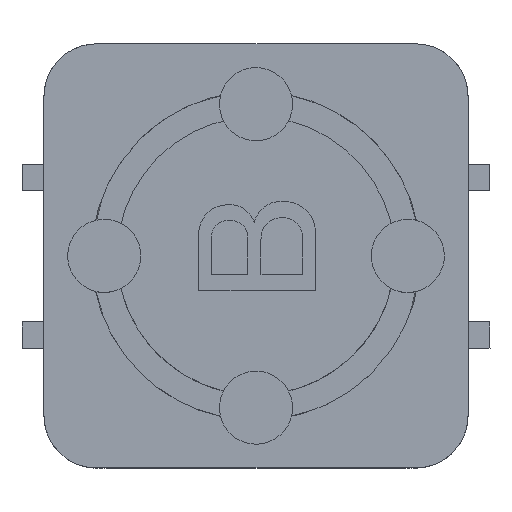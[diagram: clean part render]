
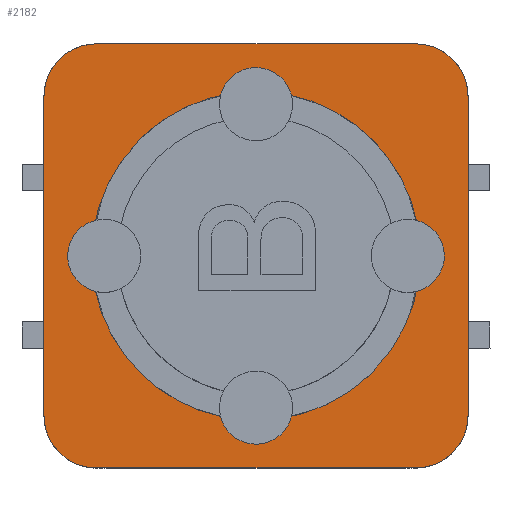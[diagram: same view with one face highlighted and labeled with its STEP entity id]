
A CAD part, top view. The second image highlights one B-rep face of the part: STEP entity #2182.
In plain terms, the highlighted free-form (B-spline) face has degree [1, 1] with [2, 2] control points.
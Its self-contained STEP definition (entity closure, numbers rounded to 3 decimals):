
#1504=CARTESIAN_POINT('',(-1.09,1.45,0.95));
#1505=VERTEX_POINT('',#1504);
#1511=CARTESIAN_POINT('',(1.09,1.45,0.95));
#1512=VERTEX_POINT('',#1511);
#1513=CARTESIAN_POINT('',(-1.09,1.45,0.95));
#1514=CARTESIAN_POINT('',(1.09,1.45,0.95));
#1515=B_SPLINE_CURVE_WITH_KNOTS('',1,(#1513,#1514),.POLYLINE_FORM.,.F.,.U.,(2,2),(0.11,0.304),.UNSPECIFIED.);
#1516=EDGE_CURVE('',#1505,#1512,#1515,.T.);
#1686=CARTESIAN_POINT('',(1.09,-1.45,0.95));
#1687=VERTEX_POINT('',#1686);
#1693=CARTESIAN_POINT('',(-1.09,-1.45,0.95));
#1694=VERTEX_POINT('',#1693);
#1695=CARTESIAN_POINT('',(1.09,-1.45,0.95));
#1696=CARTESIAN_POINT('',(-1.09,-1.45,0.95));
#1697=B_SPLINE_CURVE_WITH_KNOTS('',1,(#1695,#1696),.POLYLINE_FORM.,.F.,.U.,(2,2),(0.11,0.304),.UNSPECIFIED.);
#1698=EDGE_CURVE('',#1687,#1694,#1697,.T.);
#1873=CARTESIAN_POINT('',(-0.795,0.795,0.95));
#1874=VERTEX_POINT('',#1873);
#1880=CARTESIAN_POINT('',(0.795,-0.795,0.95));
#1881=VERTEX_POINT('',#1880);
#1882=CARTESIAN_POINT('',(-0.795,0.795,0.95));
#1883=CARTESIAN_POINT('',(-1.591,0.,0.95));
#1884=CARTESIAN_POINT('',(-0.795,-0.795,0.95));
#1885=CARTESIAN_POINT('',(0.,-1.591,0.95));
#1886=CARTESIAN_POINT('',(0.795,-0.795,0.95));
#1887=(BOUNDED_CURVE()B_SPLINE_CURVE(2,(#1882,#1883,#1884,#1885,#1886),.CIRCULAR_ARC.,.F.,.U.)B_SPLINE_CURVE_WITH_KNOTS((3,2,3),(0.5,0.75,1.),.UNSPECIFIED.)CURVE()GEOMETRIC_REPRESENTATION_ITEM()RATIONAL_B_SPLINE_CURVE((1.,0.707,1.,0.707,1.))REPRESENTATION_ITEM(''));
#1888=EDGE_CURVE('',#1874,#1881,#1887,.T.);
#2037=CARTESIAN_POINT('',(-1.45,1.09,0.95));
#2038=VERTEX_POINT('',#2037);
#2044=CARTESIAN_POINT('',(-1.345,1.345,0.95));
#2045=VERTEX_POINT('',#2044);
#2046=CARTESIAN_POINT('',(-1.45,1.09,0.95));
#2047=CARTESIAN_POINT('',(-1.45,1.239,0.95));
#2048=CARTESIAN_POINT('',(-1.345,1.345,0.95));
#2049=(BOUNDED_CURVE()B_SPLINE_CURVE(2,(#2046,#2047,#2048),.CIRCULAR_ARC.,.F.,.U.)B_SPLINE_CURVE_WITH_KNOTS((3,3),(0.,0.125),.UNSPECIFIED.)CURVE()GEOMETRIC_REPRESENTATION_ITEM()RATIONAL_B_SPLINE_CURVE((0.854,0.854,1.))REPRESENTATION_ITEM(''));
#2050=EDGE_CURVE('',#2038,#2045,#2049,.T.);
#2104=CARTESIAN_POINT('',(-1.45,-1.09,0.95));
#2105=VERTEX_POINT('',#2104);
#2111=CARTESIAN_POINT('',(-1.45,-1.09,0.95));
#2112=CARTESIAN_POINT('',(-1.45,1.09,0.95));
#2113=B_SPLINE_CURVE_WITH_KNOTS('',1,(#2111,#2112),.POLYLINE_FORM.,.F.,.U.,(2,2),(0.696,0.89),.UNSPECIFIED.);
#2114=EDGE_CURVE('',#2105,#2038,#2113,.T.);
#2121=CARTESIAN_POINT('',(2.795,0.105,0.95));
#2122=CARTESIAN_POINT('',(-0.105,-2.795,0.95));
#2123=CARTESIAN_POINT('',(0.105,2.795,0.95));
#2124=CARTESIAN_POINT('',(-2.795,-0.105,0.95));
#2125=B_SPLINE_SURFACE_WITH_KNOTS('',1,1,((#2121,#2122),(#2123,#2124)),.PLANE_SURF.,.F.,.F.,.U.,(2,2),(2,2),(0.407,0.593),(0.173,0.373),.UNSPECIFIED.);
#2126=ORIENTED_EDGE('',*,*,#2050,.F.);
#2127=ORIENTED_EDGE('',*,*,#2114,.F.);
#2128=CARTESIAN_POINT('',(-1.09,-1.45,0.95));
#2129=CARTESIAN_POINT('',(-1.239,-1.45,0.95));
#2130=CARTESIAN_POINT('',(-1.345,-1.345,0.95));
#2131=CARTESIAN_POINT('',(-1.45,-1.239,0.95));
#2132=CARTESIAN_POINT('',(-1.45,-1.09,0.95));
#2133=(BOUNDED_CURVE()B_SPLINE_CURVE(2,(#2128,#2129,#2130,#2131,#2132),.CIRCULAR_ARC.,.F.,.U.)B_SPLINE_CURVE_WITH_KNOTS((3,2,3),(0.125,0.25,0.375),.UNSPECIFIED.)CURVE()GEOMETRIC_REPRESENTATION_ITEM()RATIONAL_B_SPLINE_CURVE((0.854,0.854,1.,0.854,0.854))REPRESENTATION_ITEM(''));
#2134=EDGE_CURVE('',#1694,#2105,#2133,.T.);
#2135=ORIENTED_EDGE('',*,*,#2134,.F.);
#2136=ORIENTED_EDGE('',*,*,#1698,.F.);
#2137=CARTESIAN_POINT('',(1.45,-1.09,0.95));
#2138=VERTEX_POINT('',#2137);
#2139=CARTESIAN_POINT('',(1.45,-1.09,0.95));
#2140=CARTESIAN_POINT('',(1.45,-1.239,0.95));
#2141=CARTESIAN_POINT('',(1.345,-1.345,0.95));
#2142=CARTESIAN_POINT('',(1.239,-1.45,0.95));
#2143=CARTESIAN_POINT('',(1.09,-1.45,0.95));
#2144=(BOUNDED_CURVE()B_SPLINE_CURVE(2,(#2139,#2140,#2141,#2142,#2143),.CIRCULAR_ARC.,.F.,.U.)B_SPLINE_CURVE_WITH_KNOTS((3,2,3),(0.375,0.5,0.625),.UNSPECIFIED.)CURVE()GEOMETRIC_REPRESENTATION_ITEM()RATIONAL_B_SPLINE_CURVE((0.854,0.854,1.,0.854,0.854))REPRESENTATION_ITEM(''));
#2145=EDGE_CURVE('',#2138,#1687,#2144,.T.);
#2146=ORIENTED_EDGE('',*,*,#2145,.F.);
#2147=CARTESIAN_POINT('',(1.45,1.09,0.95));
#2148=VERTEX_POINT('',#2147);
#2149=CARTESIAN_POINT('',(1.45,1.09,0.95));
#2150=CARTESIAN_POINT('',(1.45,-1.09,0.95));
#2151=B_SPLINE_CURVE_WITH_KNOTS('',1,(#2149,#2150),.POLYLINE_FORM.,.F.,.U.,(2,2),(0.696,0.89),.UNSPECIFIED.);
#2152=EDGE_CURVE('',#2148,#2138,#2151,.T.);
#2153=ORIENTED_EDGE('',*,*,#2152,.F.);
#2154=CARTESIAN_POINT('',(1.09,1.45,0.95));
#2155=CARTESIAN_POINT('',(1.239,1.45,0.95));
#2156=CARTESIAN_POINT('',(1.345,1.345,0.95));
#2157=CARTESIAN_POINT('',(1.45,1.239,0.95));
#2158=CARTESIAN_POINT('',(1.45,1.09,0.95));
#2159=(BOUNDED_CURVE()B_SPLINE_CURVE(2,(#2154,#2155,#2156,#2157,#2158),.CIRCULAR_ARC.,.F.,.U.)B_SPLINE_CURVE_WITH_KNOTS((3,2,3),(0.625,0.75,0.875),.UNSPECIFIED.)CURVE()GEOMETRIC_REPRESENTATION_ITEM()RATIONAL_B_SPLINE_CURVE((0.854,0.854,1.,0.854,0.854))REPRESENTATION_ITEM(''));
#2160=EDGE_CURVE('',#1512,#2148,#2159,.T.);
#2161=ORIENTED_EDGE('',*,*,#2160,.F.);
#2162=ORIENTED_EDGE('',*,*,#1516,.F.);
#2163=CARTESIAN_POINT('',(-1.345,1.345,0.95));
#2164=CARTESIAN_POINT('',(-1.239,1.45,0.95));
#2165=CARTESIAN_POINT('',(-1.09,1.45,0.95));
#2166=(BOUNDED_CURVE()B_SPLINE_CURVE(2,(#2163,#2164,#2165),.CIRCULAR_ARC.,.F.,.U.)B_SPLINE_CURVE_WITH_KNOTS((3,3),(0.875,1.),.UNSPECIFIED.)CURVE()GEOMETRIC_REPRESENTATION_ITEM()RATIONAL_B_SPLINE_CURVE((1.,0.854,0.854))REPRESENTATION_ITEM(''));
#2167=EDGE_CURVE('',#2045,#1505,#2166,.T.);
#2168=ORIENTED_EDGE('',*,*,#2167,.F.);
#2169=EDGE_LOOP('',(#2126,#2127,#2135,#2136,#2146,#2153,#2161,#2162,#2168));
#2170=FACE_OUTER_BOUND('',#2169,.T.);
#2171=CARTESIAN_POINT('',(0.795,-0.795,0.95));
#2172=CARTESIAN_POINT('',(1.591,0.,0.95));
#2173=CARTESIAN_POINT('',(0.795,0.795,0.95));
#2174=CARTESIAN_POINT('',(0.,1.591,0.95));
#2175=CARTESIAN_POINT('',(-0.795,0.795,0.95));
#2176=(BOUNDED_CURVE()B_SPLINE_CURVE(2,(#2171,#2172,#2173,#2174,#2175),.CIRCULAR_ARC.,.F.,.U.)B_SPLINE_CURVE_WITH_KNOTS((3,2,3),(0.,0.25,0.5),.UNSPECIFIED.)CURVE()GEOMETRIC_REPRESENTATION_ITEM()RATIONAL_B_SPLINE_CURVE((1.,0.707,1.,0.707,1.))REPRESENTATION_ITEM(''));
#2177=EDGE_CURVE('',#1881,#1874,#2176,.T.);
#2178=ORIENTED_EDGE('',*,*,#2177,.F.);
#2179=ORIENTED_EDGE('',*,*,#1888,.F.);
#2180=EDGE_LOOP('',(#2178,#2179));
#2181=FACE_BOUND('',#2180,.T.);
#2182=ADVANCED_FACE('',(#2170,#2181),#2125,.T.);
